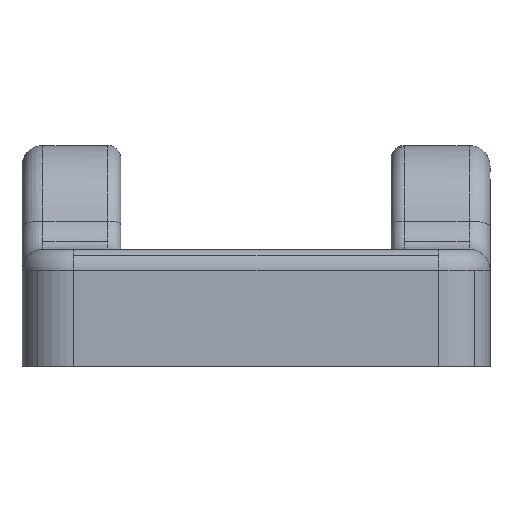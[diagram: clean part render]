
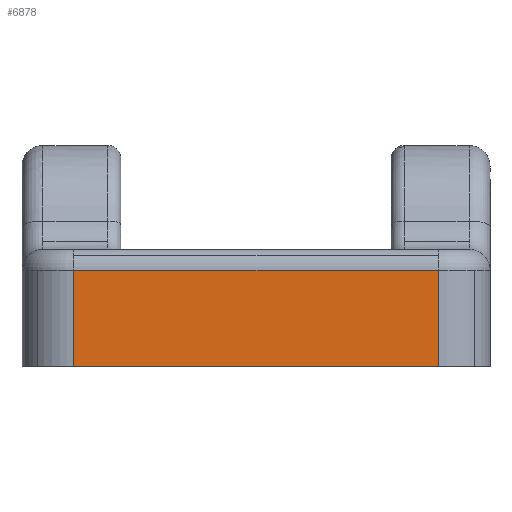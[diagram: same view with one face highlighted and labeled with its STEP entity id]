
A CAD part, left-side view. The second image highlights one B-rep face of the part: STEP entity #6878.
In plain terms, the highlighted planar face has unit normal (-1, 0, 0).
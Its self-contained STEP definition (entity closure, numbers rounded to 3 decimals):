
#2095=CARTESIAN_POINT('',(-9.,-7.016,1.614));
#2096=VERTEX_POINT('',#2095);
#2125=CARTESIAN_POINT('',(-9.,6.984,1.614));
#2126=VERTEX_POINT('',#2125);
#2127=CARTESIAN_POINT('',(-9.,6.984,1.614));
#2128=DIRECTION('',(-0.,-1.,-0.));
#2129=VECTOR('',#2128,14.);
#2130=LINE('',#2127,#2129);
#2131=EDGE_CURVE('',#2126,#2096,#2130,.T.);
#4329=CARTESIAN_POINT('',(-9.,6.984,5.314));
#4330=VERTEX_POINT('',#4329);
#4504=CARTESIAN_POINT('',(-9.,-7.016,5.314));
#4505=VERTEX_POINT('',#4504);
#4506=CARTESIAN_POINT('',(-9.,6.984,5.314));
#4507=DIRECTION('',(0.,-1.,0.));
#4508=VECTOR('',#4507,14.);
#4509=LINE('',#4506,#4508);
#4510=EDGE_CURVE('',#4330,#4505,#4509,.T.);
#6852=CARTESIAN_POINT('',(-9.,6.984,1.614));
#6853=DIRECTION('',(0.,0.,1.));
#6854=VECTOR('',#6853,3.7);
#6855=LINE('',#6852,#6854);
#6856=EDGE_CURVE('',#2126,#4330,#6855,.T.);
#6862=CARTESIAN_POINT('',(-9.,8.984,1.614));
#6863=DIRECTION('',(-1.,0.,0.));
#6864=DIRECTION('',(0.,-1.,0.));
#6865=AXIS2_PLACEMENT_3D('',#6862,#6863,#6864);
#6866=PLANE('',#6865);
#6867=ORIENTED_EDGE('',*,*,#4510,.F.);
#6868=ORIENTED_EDGE('',*,*,#6856,.F.);
#6869=ORIENTED_EDGE('',*,*,#2131,.T.);
#6870=CARTESIAN_POINT('',(-9.,-7.016,5.314));
#6871=DIRECTION('',(-0.,-0.,-1.));
#6872=VECTOR('',#6871,3.7);
#6873=LINE('',#6870,#6872);
#6874=EDGE_CURVE('',#4505,#2096,#6873,.T.);
#6875=ORIENTED_EDGE('',*,*,#6874,.F.);
#6876=EDGE_LOOP('',(#6867,#6868,#6869,#6875));
#6877=FACE_BOUND('',#6876,.T.);
#6878=ADVANCED_FACE('',(#6877),#6866,.T.);
